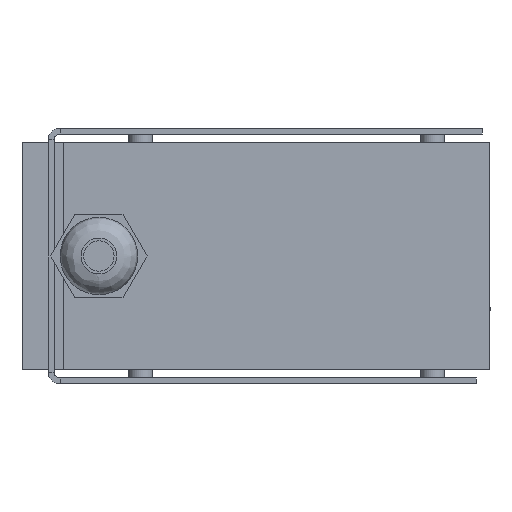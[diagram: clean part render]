
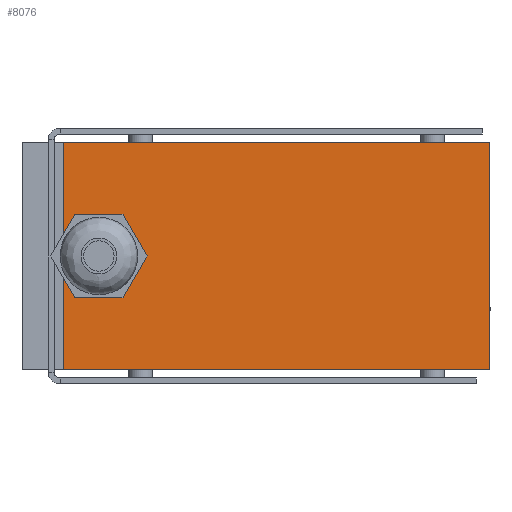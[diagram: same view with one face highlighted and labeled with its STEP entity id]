
A CAD part, left-side view. The second image highlights one B-rep face of the part: STEP entity #8076.
In plain terms, the highlighted planar face has unit normal (-1, 0, 0).
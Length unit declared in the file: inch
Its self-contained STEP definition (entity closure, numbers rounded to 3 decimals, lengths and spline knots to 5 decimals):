
#702=FACE_BOUND('',#1722,.T.);
#749=PLANE('',#8636);
#1227=FACE_OUTER_BOUND('',#1721,.T.);
#1721=EDGE_LOOP('',(#7082,#7083,#7084,#7085));
#1722=EDGE_LOOP('',(#7086,#7087));
#2175=LINE('',#30441,#2665);
#2200=LINE('',#30506,#2690);
#2201=LINE('',#30509,#2691);
#2202=LINE('',#30510,#2692);
#2665=VECTOR('',#10087,0.3937);
#2690=VECTOR('',#10148,0.3937);
#2691=VECTOR('',#10151,0.3937);
#2692=VECTOR('',#10152,0.3937);
#2798=CIRCLE('',#8583,0.15748);
#2799=CIRCLE('',#8584,0.15748);
#3508=VERTEX_POINT('',#30367);
#3509=VERTEX_POINT('',#30368);
#3529=VERTEX_POINT('',#30438);
#3530=VERTEX_POINT('',#30440);
#3552=VERTEX_POINT('',#30504);
#3553=VERTEX_POINT('',#30508);
#4683=EDGE_CURVE('',#3508,#3509,#2798,.T.);
#4684=EDGE_CURVE('',#3509,#3508,#2799,.T.);
#4709=EDGE_CURVE('',#3529,#3530,#2175,.T.);
#4742=EDGE_CURVE('',#3529,#3552,#2200,.T.);
#4743=EDGE_CURVE('',#3553,#3552,#2201,.T.);
#4744=EDGE_CURVE('',#3530,#3553,#2202,.T.);
#7082=ORIENTED_EDGE('',*,*,#4742,.T.);
#7083=ORIENTED_EDGE('',*,*,#4743,.F.);
#7084=ORIENTED_EDGE('',*,*,#4744,.F.);
#7085=ORIENTED_EDGE('',*,*,#4709,.F.);
#7086=ORIENTED_EDGE('',*,*,#4683,.T.);
#7087=ORIENTED_EDGE('',*,*,#4684,.T.);
#8076=ADVANCED_FACE('',(#1227,#702),#749,.T.);
#8583=AXIS2_PLACEMENT_3D('',#30369,#10001,#10002);
#8584=AXIS2_PLACEMENT_3D('',#30370,#10003,#10004);
#8636=AXIS2_PLACEMENT_3D('',#30507,#10149,#10150);
#10001=DIRECTION('center_axis',(1.,0.,0.));
#10002=DIRECTION('ref_axis',(0.,-1.,0.));
#10003=DIRECTION('center_axis',(1.,0.,0.));
#10004=DIRECTION('ref_axis',(0.,-1.,0.));
#10087=DIRECTION('',(0.,1.,0.));
#10148=DIRECTION('',(0.,0.,1.));
#10149=DIRECTION('center_axis',(-1.,0.,0.));
#10150=DIRECTION('ref_axis',(0.,-1.,0.));
#10151=DIRECTION('',(0.,-1.,0.));
#10152=DIRECTION('',(0.,0.,1.));
#30367=CARTESIAN_POINT('',(-3.,0.87992,0.));
#30368=CARTESIAN_POINT('',(-3.,1.19488,0.));
#30369=CARTESIAN_POINT('Origin',(-3.,1.0374,0.));
#30370=CARTESIAN_POINT('Origin',(-3.,1.0374,0.));
#30438=CARTESIAN_POINT('',(-3.,-1.54528,-0.75));
#30440=CARTESIAN_POINT('',(-3.,1.27362,-0.75));
#30441=CARTESIAN_POINT('',(-3.,-1.54528,-0.75));
#30504=CARTESIAN_POINT('',(-3.,-1.54528,0.75));
#30506=CARTESIAN_POINT('',(-3.,-1.54528,0.));
#30507=CARTESIAN_POINT('Origin',(-3.,1.27362,0.));
#30508=CARTESIAN_POINT('',(-3.,1.27362,0.75));
#30509=CARTESIAN_POINT('',(-3.,-1.54528,0.75));
#30510=CARTESIAN_POINT('',(-3.,1.27362,0.));
